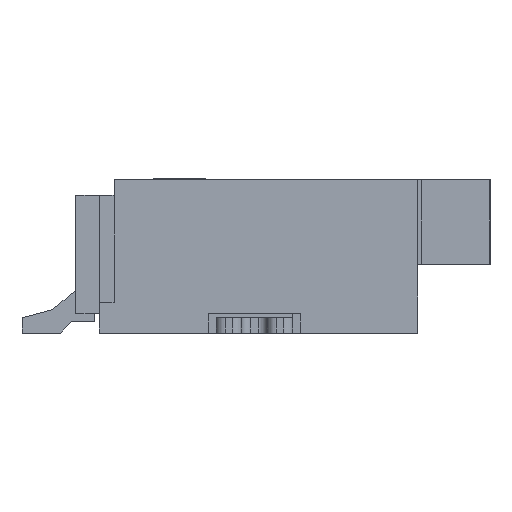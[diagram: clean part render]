
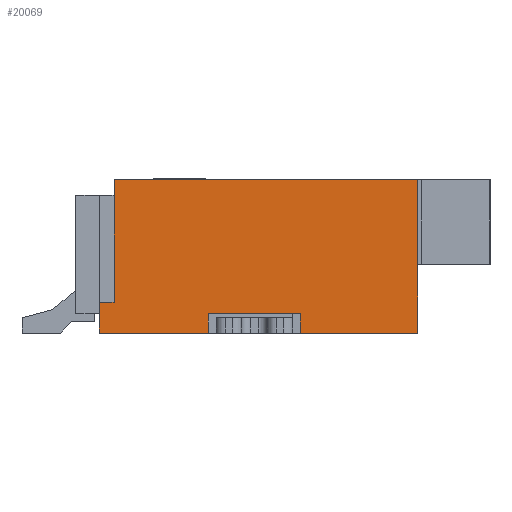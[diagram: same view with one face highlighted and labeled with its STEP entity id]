
A CAD part, left-side view. The second image highlights one B-rep face of the part: STEP entity #20069.
In plain terms, the highlighted planar face has unit normal (-1, 0, 0).
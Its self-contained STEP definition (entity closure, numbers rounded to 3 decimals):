
#905=PLANE('',#21290);
#1761=FACE_OUTER_BOUND('',#2776,.T.);
#2776=EDGE_LOOP('',(#15772,#15773,#15774,#15775,#15776,#15777,#15778,#15779,
#15780,#15781));
#4639=LINE('',#28986,#7037);
#4741=LINE('',#29484,#7139);
#4742=LINE('',#29486,#7140);
#4743=LINE('',#29488,#7141);
#4744=LINE('',#29490,#7142);
#4745=LINE('',#29492,#7143);
#4746=LINE('',#29494,#7144);
#4747=LINE('',#29496,#7145);
#4748=LINE('',#29498,#7146);
#4749=LINE('',#29499,#7147);
#7037=VECTOR('',#24141,1.);
#7139=VECTOR('',#24309,1.);
#7140=VECTOR('',#24310,1.);
#7141=VECTOR('',#24311,1.);
#7142=VECTOR('',#24312,1.);
#7143=VECTOR('',#24313,1.);
#7144=VECTOR('',#24314,1.);
#7145=VECTOR('',#24315,1.);
#7146=VECTOR('',#24316,1.);
#7147=VECTOR('',#24317,1.);
#9139=VERTEX_POINT('',#28982);
#9141=VERTEX_POINT('',#28985);
#9320=VERTEX_POINT('',#29483);
#9321=VERTEX_POINT('',#29485);
#9322=VERTEX_POINT('',#29487);
#9323=VERTEX_POINT('',#29489);
#9324=VERTEX_POINT('',#29491);
#9325=VERTEX_POINT('',#29493);
#9326=VERTEX_POINT('',#29495);
#9327=VERTEX_POINT('',#29497);
#11443=EDGE_CURVE('',#9139,#9141,#4639,.T.);
#11623=EDGE_CURVE('',#9320,#9139,#4741,.T.);
#11624=EDGE_CURVE('',#9320,#9321,#4742,.T.);
#11625=EDGE_CURVE('',#9322,#9321,#4743,.T.);
#11626=EDGE_CURVE('',#9323,#9322,#4744,.T.);
#11627=EDGE_CURVE('',#9324,#9323,#4745,.T.);
#11628=EDGE_CURVE('',#9324,#9325,#4746,.T.);
#11629=EDGE_CURVE('',#9325,#9326,#4747,.T.);
#11630=EDGE_CURVE('',#9327,#9326,#4748,.T.);
#11631=EDGE_CURVE('',#9141,#9327,#4749,.T.);
#15772=ORIENTED_EDGE('',*,*,#11623,.F.);
#15773=ORIENTED_EDGE('',*,*,#11624,.T.);
#15774=ORIENTED_EDGE('',*,*,#11625,.F.);
#15775=ORIENTED_EDGE('',*,*,#11626,.F.);
#15776=ORIENTED_EDGE('',*,*,#11627,.F.);
#15777=ORIENTED_EDGE('',*,*,#11628,.T.);
#15778=ORIENTED_EDGE('',*,*,#11629,.T.);
#15779=ORIENTED_EDGE('',*,*,#11630,.F.);
#15780=ORIENTED_EDGE('',*,*,#11631,.F.);
#15781=ORIENTED_EDGE('',*,*,#11443,.F.);
#20069=ADVANCED_FACE('',(#1761),#905,.F.);
#21290=AXIS2_PLACEMENT_3D('',#29482,#24307,#24308);
#24141=DIRECTION('',(0.,-1.,0.));
#24307=DIRECTION('center_axis',(1.,0.,0.));
#24308=DIRECTION('ref_axis',(0.,0.,1.));
#24309=DIRECTION('',(0.,0.,1.));
#24310=DIRECTION('',(0.,1.,0.));
#24311=DIRECTION('',(0.,0.,1.));
#24312=DIRECTION('',(0.,1.,0.));
#24313=DIRECTION('',(0.,0.,-1.));
#24314=DIRECTION('',(0.,-1.,0.));
#24315=DIRECTION('',(0.,0.,-1.));
#24316=DIRECTION('',(0.,1.,0.));
#24317=DIRECTION('',(0.,0.,-1.));
#28982=CARTESIAN_POINT('',(-5.2,0.55,2.));
#28985=CARTESIAN_POINT('',(-5.2,-3.41,2.));
#28986=CARTESIAN_POINT('',(-5.2,0.74,2.));
#29482=CARTESIAN_POINT('Origin',(-5.2,-1.3,2.));
#29483=CARTESIAN_POINT('',(-5.2,0.55,0.4));
#29484=CARTESIAN_POINT('',(-5.2,0.55,0.4));
#29485=CARTESIAN_POINT('',(-5.2,0.74,0.4));
#29486=CARTESIAN_POINT('',(-5.2,-1.3,0.4));
#29487=CARTESIAN_POINT('',(-5.2,0.74,0.));
#29488=CARTESIAN_POINT('',(-5.2,0.74,0.));
#29489=CARTESIAN_POINT('',(-5.2,-0.68,0.));
#29490=CARTESIAN_POINT('',(-5.2,0.74,0.));
#29491=CARTESIAN_POINT('',(-5.2,-0.68,0.25));
#29492=CARTESIAN_POINT('',(-5.2,-0.68,0.25));
#29493=CARTESIAN_POINT('',(-5.2,-1.88,0.25));
#29494=CARTESIAN_POINT('',(-5.2,-1.3,0.25));
#29495=CARTESIAN_POINT('',(-5.2,-1.88,0.));
#29496=CARTESIAN_POINT('',(-5.2,-1.88,0.25));
#29497=CARTESIAN_POINT('',(-5.2,-3.41,0.));
#29498=CARTESIAN_POINT('',(-5.2,0.74,0.));
#29499=CARTESIAN_POINT('',(-5.2,-3.41,0.));
